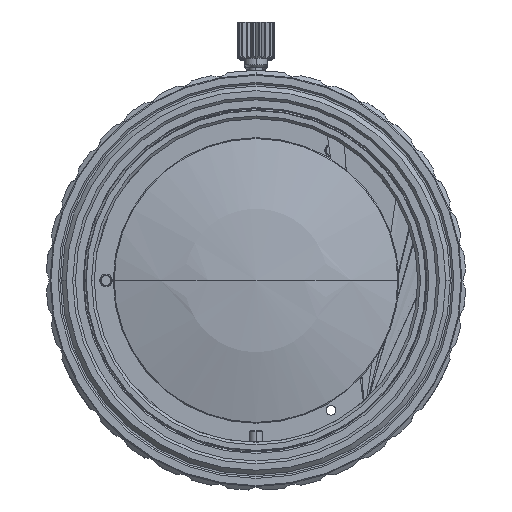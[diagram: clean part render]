
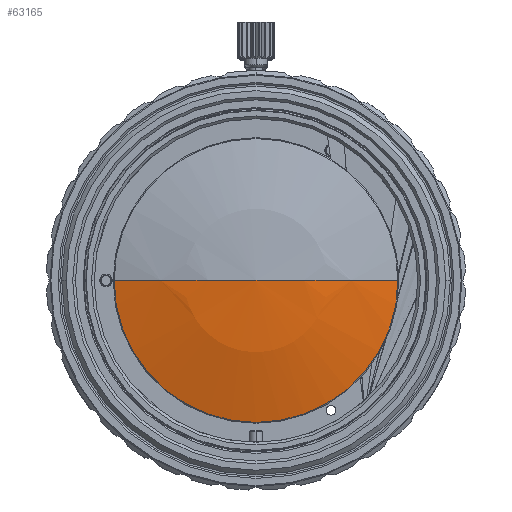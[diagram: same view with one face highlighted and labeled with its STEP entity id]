
A CAD part, left-side view. The second image highlights one B-rep face of the part: STEP entity #63165.
In plain terms, the highlighted spherical face has radius 54.948 mm.
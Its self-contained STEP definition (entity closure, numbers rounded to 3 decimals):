
#63165 = ADVANCED_FACE('',(#63166),#63195,.T.);
#63166 = FACE_BOUND('',#63167,.T.);
#63167 = EDGE_LOOP('',(#63168,#63179,#63188));
#63168 = ORIENTED_EDGE('',*,*,#63169,.T.);
#63169 = EDGE_CURVE('',#63170,#63172,#63174,.T.);
#63170 = VERTEX_POINT('',#63171);
#63171 = CARTESIAN_POINT('',(-38.836,0.,0.));
#63172 = VERTEX_POINT('',#63173);
#63173 = CARTESIAN_POINT('',(-36.545,15.7,0.));
#63174 = CIRCLE('',#63175,54.948);
#63175 = AXIS2_PLACEMENT_3D('',#63176,#63177,#63178);
#63176 = CARTESIAN_POINT('',(16.112,0.,0.));
#63177 = DIRECTION('',(0.,0.,-1.));
#63178 = DIRECTION('',(-1.,0.,0.));
#63179 = ORIENTED_EDGE('',*,*,#63180,.T.);
#63180 = EDGE_CURVE('',#63172,#63181,#63183,.T.);
#63181 = VERTEX_POINT('',#63182);
#63182 = CARTESIAN_POINT('',(-36.545,-15.7,0.));
#63183 = CIRCLE('',#63184,15.7);
#63184 = AXIS2_PLACEMENT_3D('',#63185,#63186,#63187);
#63185 = CARTESIAN_POINT('',(-36.545,0.,0.));
#63186 = DIRECTION('',(-1.,0.,0.));
#63187 = DIRECTION('',(0.,1.,0.));
#63188 = ORIENTED_EDGE('',*,*,#63189,.T.);
#63189 = EDGE_CURVE('',#63181,#63170,#63190,.T.);
#63190 = CIRCLE('',#63191,54.948);
#63191 = AXIS2_PLACEMENT_3D('',#63192,#63193,#63194);
#63192 = CARTESIAN_POINT('',(16.112,0.,0.));
#63193 = DIRECTION('',(0.,0.,-1.));
#63194 = DIRECTION('',(-0.958,-0.286,-0.));
#63195 = SPHERICAL_SURFACE('',#63196,54.948);
#63196 = AXIS2_PLACEMENT_3D('',#63197,#63198,#63199);
#63197 = CARTESIAN_POINT('',(16.112,0.,0.));
#63198 = DIRECTION('',(1.,0.,0.));
#63199 = DIRECTION('',(0.,-1.,0.));
